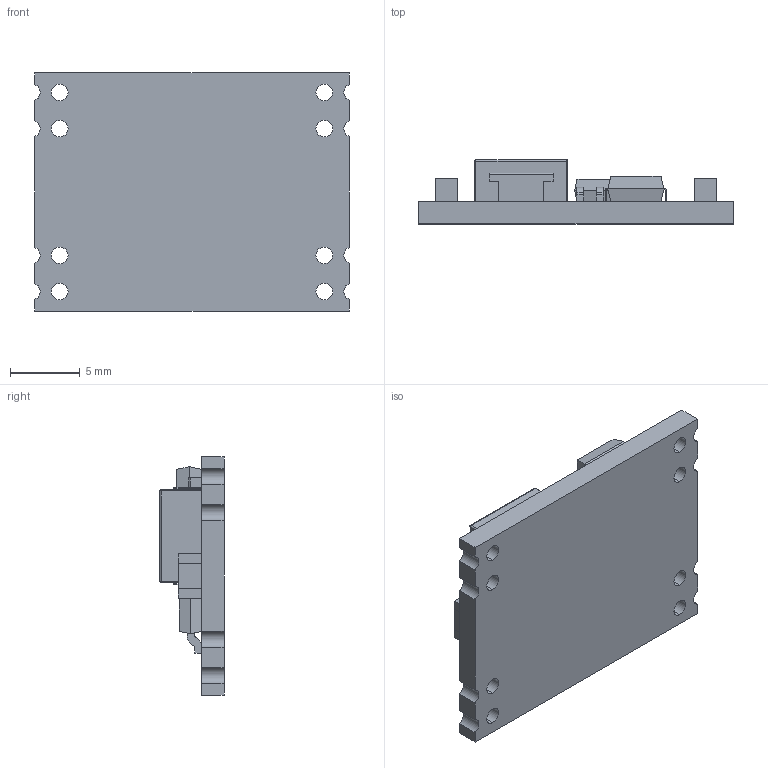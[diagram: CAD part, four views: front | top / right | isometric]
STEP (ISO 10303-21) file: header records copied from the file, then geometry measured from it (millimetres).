
FILE_DESCRIPTION (( 'STEP AP214' ), '1' );
FILE_NAME ('DC-DC 5V-12V TO 3.3V STEP DOWN VOLTAGE REGULATOR POWER MODULE BOARD.STEP', '2018-02-18T18:54:22', ( '' ), ( '' ), 'SwSTEP 2.0', 'SolidWorks 2018', '' );
FILE_SCHEMA (( 'AUTOMOTIVE_DESIGN' ));
Length unit declared in the file: millimetre
Products named in the file (6): IC CHIP, DC-DC 5V-12V TO 3.3V STEP DOWN VOLTAGE REGULATOR POWER MODULE BOARD; PCB, DC-DC 5V-12V TO 3.3V STEP DOWN VOLTAGE REGULATOR POWER MODULE BOARD; SMD RESISTOR, DC-DC 5V-12V TO 3.3V STEP DOWN VOLTAGE REGULATOR POWER MODULE BOARD; DC-DC 5V-12V TO 3.3V STEP DOWN VOLTAGE REGULATOR POWER MODULE BOARD; INDUCTOR, DC-DC 5V-12V TO 3.3V STEP DOWN VOLTAGE REGULATOR POWER MODULE BOARD; SCHOTTKY DIODE, DC-DC 5V-12V TO 3.3V STEP DOWN VOLTAGE REGULATOR POWER MODULE BOARD
Assembly tree (6 placements, depth 2):
  DC-DC 5V-12V TO 3.3V STEP DOWN VOLTAGE REGULATOR POWER MODULE BOARD
    PCB, DC-DC 5V-12V TO 3.3V STEP DOWN VOLTAGE REGULATOR POWER MODULE BOARD
    IC CHIP, DC-DC 5V-12V TO 3.3V STEP DOWN VOLTAGE REGULATOR POWER MODULE BOARD
    INDUCTOR, DC-DC 5V-12V TO 3.3V STEP DOWN VOLTAGE REGULATOR POWER MODULE BOARD
    SCHOTTKY DIODE, DC-DC 5V-12V TO 3.3V STEP DOWN VOLTAGE REGULATOR POWER MODULE BOARD
    SMD RESISTOR, DC-DC 5V-12V TO 3.3V STEP DOWN VOLTAGE REGULATOR POWER MODULE BOARD  x2
Bounding box: 22.6 x 4.6 x 17.1 mm (x, y, z)
Volume: 804.9 mm3; surface area: 1356.3 mm2
Topology: 18 solids, 18 shells, 295 faces, 708 edges, 452 vertices
Faces by surface type: plane 197, cylinder 76, bspline 18, sphere 4
Entity records: 10860 total; most frequent: CARTESIAN_POINT 2774, ORIENTED_EDGE 1336, DIRECTION 1294, EDGE_CURVE 668, LINE 478, VECTOR 478, VERTEX_POINT 428, AXIS2_PLACEMENT_3D 408
